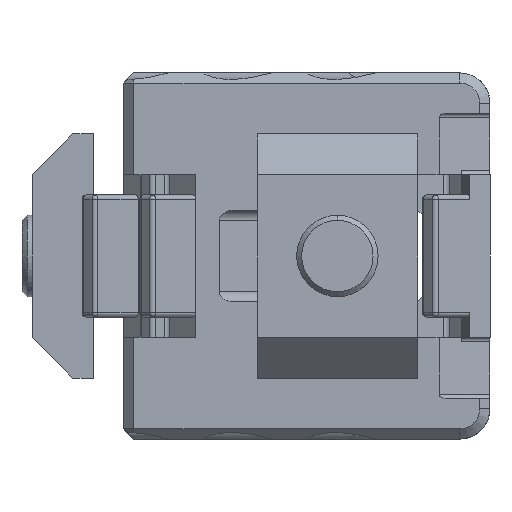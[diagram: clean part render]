
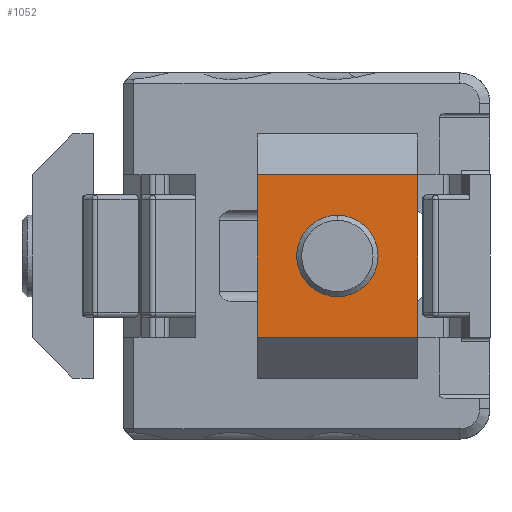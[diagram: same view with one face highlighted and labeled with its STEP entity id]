
A CAD part, front view. The second image highlights one B-rep face of the part: STEP entity #1052.
In plain terms, the highlighted planar face has unit normal (0, -1, 0).
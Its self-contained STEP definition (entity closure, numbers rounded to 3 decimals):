
#695 = VERTEX_POINT ( 'NONE', #4363 ) ;
#724 = EDGE_CURVE ( 'NONE', #695, #725, #4396, .T. ) ;
#725 = VERTEX_POINT ( 'NONE', #4391 ) ;
#1045 = VERTEX_POINT ( 'NONE', #4979 ) ;
#1047 = EDGE_CURVE ( 'NONE', #1048, #1045, #4963, .T. ) ;
#1048 = VERTEX_POINT ( 'NONE', #4997 ) ;
#1052 = ADVANCED_FACE ( 'NONE', ( #5020, #5019 ), #5021, .F. ) ;
#1053 = EDGE_LOOP ( 'NONE', ( #1054, #1056 ) ) ;
#1054 = ORIENTED_EDGE ( 'NONE', *, *, #1055, .F. ) ;
#1055 = EDGE_CURVE ( 'NONE', #725, #695, #5002, .T. ) ;
#1056 = ORIENTED_EDGE ( 'NONE', *, *, #724, .F. ) ;
#1057 = EDGE_LOOP ( 'NONE', ( #1058, #1061, #1064, #1066 ) ) ;
#1058 = ORIENTED_EDGE ( 'NONE', *, *, #1059, .T. ) ;
#1059 = EDGE_CURVE ( 'NONE', #1045, #1060, #5003, .T. ) ;
#1060 = VERTEX_POINT ( 'NONE', #5009 ) ;
#1061 = ORIENTED_EDGE ( 'NONE', *, *, #1062, .F. ) ;
#1062 = EDGE_CURVE ( 'NONE', #1063, #1060, #5010, .T. ) ;
#1063 = VERTEX_POINT ( 'NONE', #5017 ) ;
#1064 = ORIENTED_EDGE ( 'NONE', *, *, #1065, .F. ) ;
#1065 = EDGE_CURVE ( 'NONE', #1048, #1063, #5013, .T. ) ;
#1066 = ORIENTED_EDGE ( 'NONE', *, *, #1047, .T. ) ;
#4363 = CARTESIAN_POINT ( 'NONE',  ( 10.5, -4.5, 2. ) ) ;
#4391 = CARTESIAN_POINT ( 'NONE',  ( 10.5, -4.5, -2. ) ) ;
#4392 = DIRECTION ( 'NONE',  ( 0., 0., -1. ) ) ;
#4393 = DIRECTION ( 'NONE',  ( 0., -1., 0. ) ) ;
#4394 = CARTESIAN_POINT ( 'NONE',  ( 10.5, -4.5, 0. ) ) ;
#4395 = AXIS2_PLACEMENT_3D ( 'NONE', #4394, #4393, #4392 ) ;
#4396 = CIRCLE ( 'NONE', #4395, 2. ) ;
#4961 = VECTOR ( 'NONE', #4998, 1000. ) ;
#4962 = CARTESIAN_POINT ( 'NONE',  ( 14.45, -4.5, 4. ) ) ;
#4963 = LINE ( 'NONE', #4962, #4961 ) ;
#4979 = CARTESIAN_POINT ( 'NONE',  ( 6.55, -4.5, 4. ) ) ;
#4997 = CARTESIAN_POINT ( 'NONE',  ( 14.45, -4.5, 4. ) ) ;
#4998 = DIRECTION ( 'NONE',  ( -1., 0., 0. ) ) ;
#4999 = DIRECTION ( 'NONE',  ( 0., 0., -1. ) ) ;
#5000 = DIRECTION ( 'NONE',  ( 0., -1., 0. ) ) ;
#5001 = AXIS2_PLACEMENT_3D ( 'NONE', #5018, #5000, #4999 ) ;
#5002 = CIRCLE ( 'NONE', #5001, 2. ) ;
#5003 = LINE ( 'NONE', #5008, #5012 ) ;
#5004 = DIRECTION ( 'NONE',  ( 0., 0., 1. ) ) ;
#5005 = DIRECTION ( 'NONE',  ( 0., 1., 0. ) ) ;
#5006 = CARTESIAN_POINT ( 'NONE',  ( 14.45, -4.5, 4. ) ) ;
#5007 = AXIS2_PLACEMENT_3D ( 'NONE', #5006, #5005, #5004 ) ;
#5008 = CARTESIAN_POINT ( 'NONE',  ( 6.55, -4.5, 4. ) ) ;
#5009 = CARTESIAN_POINT ( 'NONE',  ( 6.55, -4.5, -4. ) ) ;
#5010 = LINE ( 'NONE', #5016, #5015 ) ;
#5011 = DIRECTION ( 'NONE',  ( 0., 0., -1. ) ) ;
#5012 = VECTOR ( 'NONE', #5011, 1000. ) ;
#5013 = LINE ( 'NONE', #5026, #5025 ) ;
#5014 = DIRECTION ( 'NONE',  ( -1., 0., 0. ) ) ;
#5015 = VECTOR ( 'NONE', #5014, 1000. ) ;
#5016 = CARTESIAN_POINT ( 'NONE',  ( 14.45, -4.5, -4. ) ) ;
#5017 = CARTESIAN_POINT ( 'NONE',  ( 14.45, -4.5, -4. ) ) ;
#5018 = CARTESIAN_POINT ( 'NONE',  ( 10.5, -4.5, 0. ) ) ;
#5019 = FACE_OUTER_BOUND ( 'NONE', #1057, .T. ) ;
#5020 = FACE_BOUND ( 'NONE', #1053, .T. ) ;
#5021 = PLANE ( 'NONE',  #5007 ) ;
#5024 = DIRECTION ( 'NONE',  ( 0., 0., -1. ) ) ;
#5025 = VECTOR ( 'NONE', #5024, 1000. ) ;
#5026 = CARTESIAN_POINT ( 'NONE',  ( 14.45, -4.5, 4. ) ) ;
